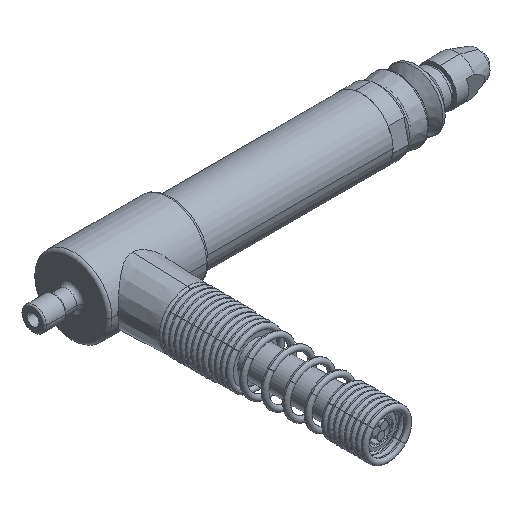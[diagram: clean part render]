
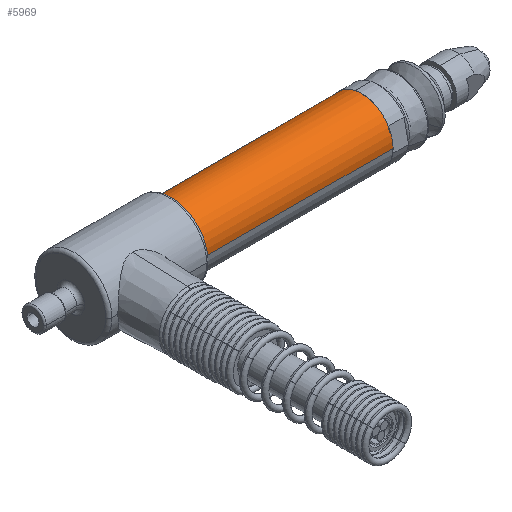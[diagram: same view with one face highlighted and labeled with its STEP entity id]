
A CAD part, isometric view. The second image highlights one B-rep face of the part: STEP entity #5969.
In plain terms, the highlighted cylindrical face has radius 4 mm (diameter 8 mm), a partial arc.
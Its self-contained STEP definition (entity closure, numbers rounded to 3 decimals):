
#74 = EDGE_CURVE ( 'NONE', #7531, #780, #3968, .T. ) ;
#295 = VERTEX_POINT ( 'NONE', #8204 ) ;
#343 = VERTEX_POINT ( 'NONE', #1946 ) ;
#543 = DIRECTION ( 'NONE',  ( 1., 0., 0. ) ) ;
#677 = CARTESIAN_POINT ( 'NONE',  ( -33., -1.392, 3.75 ) ) ;
#732 = CARTESIAN_POINT ( 'NONE',  ( 298.793, 0., 0. ) ) ;
#733 = VERTEX_POINT ( 'NONE', #5332 ) ;
#780 = VERTEX_POINT ( 'NONE', #677 ) ;
#799 = ORIENTED_EDGE ( 'NONE', *, *, #3472, .T. ) ;
#803 = DIRECTION ( 'NONE',  ( 0., -1., 0. ) ) ;
#1033 = DIRECTION ( 'NONE',  ( 1., 0., 0. ) ) ;
#1192 = CIRCLE ( 'NONE', #3280, 4. ) ;
#1433 = CARTESIAN_POINT ( 'NONE',  ( 298.793, 4., 0. ) ) ;
#1443 = EDGE_CURVE ( 'NONE', #780, #343, #8029, .T. ) ;
#1722 = VECTOR ( 'NONE', #543, 1000. ) ;
#1916 = VECTOR ( 'NONE', #7878, 1000. ) ;
#1946 = CARTESIAN_POINT ( 'NONE',  ( -33., 1.392, 3.75 ) ) ;
#1997 = CARTESIAN_POINT ( 'NONE',  ( -33.698, 0., 0. ) ) ;
#2001 = ORIENTED_EDGE ( 'NONE', *, *, #1443, .F. ) ;
#2027 = FACE_OUTER_BOUND ( 'NONE', #6405, .T. ) ;
#2069 = DIRECTION ( 'NONE',  ( 1., 0., 0. ) ) ;
#2104 = LINE ( 'NONE', #5985, #1916 ) ;
#2431 = LINE ( 'NONE', #3834, #4176 ) ;
#2779 = CIRCLE ( 'NONE', #6787, 4. ) ;
#3018 = EDGE_CURVE ( 'NONE', #5789, #5554, #2779, .T. ) ;
#3026 = CARTESIAN_POINT ( 'NONE',  ( -4., 4., 0. ) ) ;
#3280 = AXIS2_PLACEMENT_3D ( 'NONE', #6919, #1033, #6306 ) ;
#3358 = EDGE_CURVE ( 'NONE', #733, #295, #2431, .T. ) ;
#3381 = ORIENTED_EDGE ( 'NONE', *, *, #4827, .F. ) ;
#3472 = EDGE_CURVE ( 'NONE', #7531, #733, #7464, .T. ) ;
#3609 = VERTEX_POINT ( 'NONE', #3026 ) ;
#3834 = CARTESIAN_POINT ( 'NONE',  ( 298.793, -4., 0. ) ) ;
#3939 = CARTESIAN_POINT ( 'NONE',  ( -33.698, 1.392, 3.75 ) ) ;
#3968 = LINE ( 'NONE', #8467, #1722 ) ;
#4069 = AXIS2_PLACEMENT_3D ( 'NONE', #4388, #7272, #6001 ) ;
#4176 = VECTOR ( 'NONE', #8297, 1000. ) ;
#4297 = DIRECTION ( 'NONE',  ( 0., -1., 0. ) ) ;
#4388 = CARTESIAN_POINT ( 'NONE',  ( -33., 0., 0. ) ) ;
#4446 = AXIS2_PLACEMENT_3D ( 'NONE', #1997, #4936, #4297 ) ;
#4485 = DIRECTION ( 'NONE',  ( 1., 0., 0. ) ) ;
#4639 = CARTESIAN_POINT ( 'NONE',  ( -33.698, 4., 0. ) ) ;
#4688 = DIRECTION ( 'NONE',  ( 1., 0., 0. ) ) ;
#4763 = ORIENTED_EDGE ( 'NONE', *, *, #74, .F. ) ;
#4827 = EDGE_CURVE ( 'NONE', #3609, #295, #1192, .T. ) ;
#4870 = ORIENTED_EDGE ( 'NONE', *, *, #6182, .F. ) ;
#4936 = DIRECTION ( 'NONE',  ( 1., 0., 0. ) ) ;
#5166 = VECTOR ( 'NONE', #4688, 1000. ) ;
#5286 = ORIENTED_EDGE ( 'NONE', *, *, #8081, .F. ) ;
#5332 = CARTESIAN_POINT ( 'NONE',  ( -33.698, -4., 0. ) ) ;
#5342 = ORIENTED_EDGE ( 'NONE', *, *, #3358, .T. ) ;
#5554 = VERTEX_POINT ( 'NONE', #3939 ) ;
#5789 = VERTEX_POINT ( 'NONE', #4639 ) ;
#5897 = CARTESIAN_POINT ( 'NONE',  ( -33.698, 0., 0. ) ) ;
#5969 = ADVANCED_FACE ( 'NONE', ( #2027 ), #6656, .T. ) ;
#5985 = CARTESIAN_POINT ( 'NONE',  ( 298.793, 1.392, 3.75 ) ) ;
#6001 = DIRECTION ( 'NONE',  ( 0., 1., 0. ) ) ;
#6133 = LINE ( 'NONE', #1433, #5166 ) ;
#6182 = EDGE_CURVE ( 'NONE', #343, #5554, #2104, .T. ) ;
#6306 = DIRECTION ( 'NONE',  ( 0., -1., 0. ) ) ;
#6405 = EDGE_LOOP ( 'NONE', ( #5286, #7759, #4870, #2001, #4763, #799, #5342, #3381 ) ) ;
#6481 = AXIS2_PLACEMENT_3D ( 'NONE', #732, #2069, #803 ) ;
#6656 = CYLINDRICAL_SURFACE ( 'NONE', #6481, 4. ) ;
#6787 = AXIS2_PLACEMENT_3D ( 'NONE', #5897, #4485, #7120 ) ;
#6919 = CARTESIAN_POINT ( 'NONE',  ( -4., 0., 0. ) ) ;
#6955 = CARTESIAN_POINT ( 'NONE',  ( -33.698, -1.392, 3.75 ) ) ;
#7120 = DIRECTION ( 'NONE',  ( 0., -1., 0. ) ) ;
#7272 = DIRECTION ( 'NONE',  ( -1., 0., 0. ) ) ;
#7464 = CIRCLE ( 'NONE', #4446, 4. ) ;
#7531 = VERTEX_POINT ( 'NONE', #6955 ) ;
#7759 = ORIENTED_EDGE ( 'NONE', *, *, #3018, .T. ) ;
#7878 = DIRECTION ( 'NONE',  ( -1., 0., 0. ) ) ;
#8029 = CIRCLE ( 'NONE', #4069, 4. ) ;
#8081 = EDGE_CURVE ( 'NONE', #5789, #3609, #6133, .T. ) ;
#8204 = CARTESIAN_POINT ( 'NONE',  ( -4., -4., 0. ) ) ;
#8297 = DIRECTION ( 'NONE',  ( 1., 0., 0. ) ) ;
#8467 = CARTESIAN_POINT ( 'NONE',  ( 298.793, -1.392, 3.75 ) ) ;
